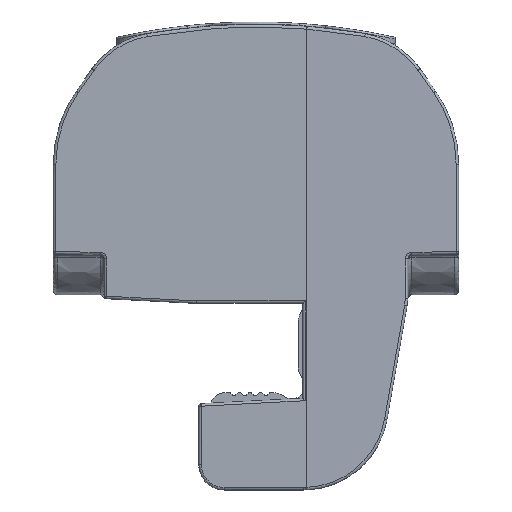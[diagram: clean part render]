
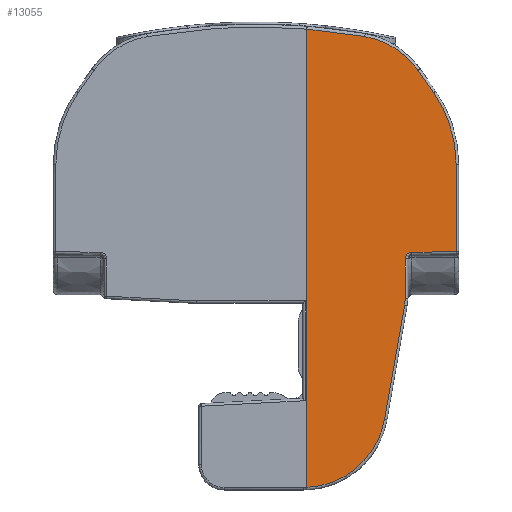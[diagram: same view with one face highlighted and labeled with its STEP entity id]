
A CAD part, left-side view. The second image highlights one B-rep face of the part: STEP entity #13055.
In plain terms, the highlighted planar face has unit normal (-1, -0.009, 0).
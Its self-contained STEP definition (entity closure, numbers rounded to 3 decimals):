
#12944=AXIS2_PLACEMENT_3D('Plane Axis2P3D',#12941,#12942,#12943) ;
#11138=CARTESIAN_POINT('Vertex',(0.06,11.076,53.491)) ;
#11142=CARTESIAN_POINT('Control Point',(0.114,4.795,49.499)) ;
#11143=CARTESIAN_POINT('Control Point',(0.107,5.671,50.75)) ;
#11144=CARTESIAN_POINT('Control Point',(0.097,6.794,51.829)) ;
#11145=CARTESIAN_POINT('Control Point',(0.085,8.117,52.671)) ;
#11146=CARTESIAN_POINT('Control Point',(0.073,9.571,53.229)) ;
#11147=CARTESIAN_POINT('Control Point',(0.06,11.076,53.491)) ;
#11148=CARTESIAN_POINT('Vertex',(0.114,4.795,49.499)) ;
#12486=CARTESIAN_POINT('Vertex',(0.,17.9,54.358)) ;
#12541=CARTESIAN_POINT('Control Point',(0.06,11.076,53.491)) ;
#12542=CARTESIAN_POINT('Control Point',(0.048,12.432,53.728)) ;
#12543=CARTESIAN_POINT('Control Point',(0.036,13.793,53.933)) ;
#12544=CARTESIAN_POINT('Control Point',(0.024,15.159,54.106)) ;
#12545=CARTESIAN_POINT('Control Point',(0.012,16.528,54.248)) ;
#12546=CARTESIAN_POINT('Control Point',(0.,17.9,54.359)) ;
#12941=CARTESIAN_POINT('Axis2P3D Location',(0.,17.9,19.454)) ;
#12946=CARTESIAN_POINT('Line Origine',(0.154,0.297,33.269)) ;
#12950=CARTESIAN_POINT('Vertex',(0.154,0.297,38.441)) ;
#12952=CARTESIAN_POINT('Vertex',(0.154,0.297,28.097)) ;
#12956=CARTESIAN_POINT('Control Point',(0.154,0.297,38.441)) ;
#12957=CARTESIAN_POINT('Control Point',(0.154,0.297,39.944)) ;
#12958=CARTESIAN_POINT('Control Point',(0.152,0.489,41.446)) ;
#12959=CARTESIAN_POINT('Control Point',(0.149,0.873,42.916)) ;
#12960=CARTESIAN_POINT('Control Point',(0.143,1.552,44.595)) ;
#12961=CARTESIAN_POINT('Control Point',(0.135,2.469,46.139)) ;
#12962=CARTESIAN_POINT('Control Point',(0.133,2.625,46.388)) ;
#12963=CARTESIAN_POINT('Control Point',(0.132,2.788,46.632)) ;
#12964=CARTESIAN_POINT('Control Point',(0.13,2.956,46.873)) ;
#12965=CARTESIAN_POINT('Vertex',(0.13,2.956,46.873)) ;
#12968=CARTESIAN_POINT('Line Origine',(0.122,3.875,48.186)) ;
#12973=CARTESIAN_POINT('Line Origine',(0.,17.9,27.333)) ;
#12977=CARTESIAN_POINT('Vertex',(0.,17.9,0.308)) ;
#12981=CARTESIAN_POINT('Control Point',(0.,17.9,0.308)) ;
#12982=CARTESIAN_POINT('Control Point',(0.008,16.986,0.346)) ;
#12983=CARTESIAN_POINT('Control Point',(0.016,16.076,0.491)) ;
#12984=CARTESIAN_POINT('Control Point',(0.024,15.187,0.744)) ;
#12985=CARTESIAN_POINT('Control Point',(0.039,13.486,1.455)) ;
#12986=CARTESIAN_POINT('Control Point',(0.052,11.997,2.542)) ;
#12987=CARTESIAN_POINT('Control Point',(0.057,11.32,3.171)) ;
#12988=CARTESIAN_POINT('Control Point',(0.067,10.204,4.487)) ;
#12989=CARTESIAN_POINT('Control Point',(0.074,9.403,6.012)) ;
#12990=CARTESIAN_POINT('Control Point',(0.077,9.105,6.758)) ;
#12991=CARTESIAN_POINT('Control Point',(0.079,8.886,7.53)) ;
#12992=CARTESIAN_POINT('Control Point',(0.08,8.747,8.316)) ;
#12993=CARTESIAN_POINT('Vertex',(0.08,8.747,8.316)) ;
#12996=CARTESIAN_POINT('Line Origine',(0.09,7.558,15.059)) ;
#13000=CARTESIAN_POINT('Vertex',(0.101,6.369,21.803)) ;
#13004=CARTESIAN_POINT('Control Point',(0.101,6.369,21.803)) ;
#13005=CARTESIAN_POINT('Control Point',(0.101,6.34,21.965)) ;
#13006=CARTESIAN_POINT('Control Point',(0.101,6.319,22.127)) ;
#13007=CARTESIAN_POINT('Control Point',(0.101,6.305,22.292)) ;
#13008=CARTESIAN_POINT('Control Point',(0.101,6.297,22.456)) ;
#13009=CARTESIAN_POINT('Control Point',(0.101,6.297,22.619)) ;
#13010=CARTESIAN_POINT('Vertex',(0.101,6.297,22.619)) ;
#13013=CARTESIAN_POINT('Line Origine',(0.101,6.297,24.936)) ;
#13017=CARTESIAN_POINT('Vertex',(0.101,6.297,27.252)) ;
#13021=CARTESIAN_POINT('Control Point',(0.108,5.504,28.052)) ;
#13022=CARTESIAN_POINT('Control Point',(0.107,5.592,28.051)) ;
#13023=CARTESIAN_POINT('Control Point',(0.107,5.679,28.038)) ;
#13024=CARTESIAN_POINT('Control Point',(0.106,5.764,28.014)) ;
#13025=CARTESIAN_POINT('Control Point',(0.105,5.925,27.942)) ;
#13026=CARTESIAN_POINT('Control Point',(0.103,6.061,27.83)) ;
#13027=CARTESIAN_POINT('Control Point',(0.103,6.121,27.765)) ;
#13028=CARTESIAN_POINT('Control Point',(0.102,6.214,27.63)) ;
#13029=CARTESIAN_POINT('Control Point',(0.101,6.271,27.476)) ;
#13030=CARTESIAN_POINT('Control Point',(0.101,6.288,27.402)) ;
#13031=CARTESIAN_POINT('Control Point',(0.101,6.297,27.327)) ;
#13032=CARTESIAN_POINT('Control Point',(0.101,6.297,27.252)) ;
#13033=CARTESIAN_POINT('Vertex',(0.108,5.504,28.052)) ;
#13036=CARTESIAN_POINT('Line Origine',(0.131,2.901,28.075)) ;
#12942=DIRECTION('Axis2P3D Direction',(-1.,-0.009,0.)) ;
#12943=DIRECTION('Axis2P3D XDirection',(0.,0.,1.)) ;
#12947=DIRECTION('Vector Direction',(0.,0.,1.)) ;
#12969=DIRECTION('Vector Direction',(-0.005,0.574,0.819)) ;
#12974=DIRECTION('Vector Direction',(0.,0.,1.)) ;
#12997=DIRECTION('Vector Direction',(0.002,-0.174,0.985)) ;
#13014=DIRECTION('Vector Direction',(0.,0.,1.)) ;
#13037=DIRECTION('Vector Direction',(-0.009,1.,-0.009)) ;
#12948=VECTOR('Line Direction',#12947,1.) ;
#12970=VECTOR('Line Direction',#12969,1.) ;
#12975=VECTOR('Line Direction',#12974,1.) ;
#12998=VECTOR('Line Direction',#12997,1.) ;
#13015=VECTOR('Line Direction',#13014,1.) ;
#13038=VECTOR('Line Direction',#13037,1.) ;
#13042=ORIENTED_EDGE('',*,*,#12954,.F.) ;
#13043=ORIENTED_EDGE('',*,*,#12967,.F.) ;
#13044=ORIENTED_EDGE('',*,*,#12972,.F.) ;
#13045=ORIENTED_EDGE('',*,*,#11150,.F.) ;
#13046=ORIENTED_EDGE('',*,*,#12547,.F.) ;
#13047=ORIENTED_EDGE('',*,*,#12979,.F.) ;
#13048=ORIENTED_EDGE('',*,*,#12995,.F.) ;
#13049=ORIENTED_EDGE('',*,*,#13002,.F.) ;
#13050=ORIENTED_EDGE('',*,*,#13012,.F.) ;
#13051=ORIENTED_EDGE('',*,*,#13019,.F.) ;
#13052=ORIENTED_EDGE('',*,*,#13035,.F.) ;
#13053=ORIENTED_EDGE('',*,*,#13040,.F.) ;
#13055=ADVANCED_FACE('K\X2\00F6\X0\rper.2.1',(#13054),#12945,.T.) ;
#11141=B_SPLINE_CURVE_WITH_KNOTS('',5,(#11142,#11143,#11144,#11145,#11146,#11147),.UNSPECIFIED.,.F.,.U.,(6,6),(38.284,46.174),.UNSPECIFIED.) ;
#12540=B_SPLINE_CURVE_WITH_KNOTS('',5,(#12541,#12542,#12543,#12544,#12545,#12546),.UNSPECIFIED.,.F.,.U.,(6,6),(22.416,29.316),.UNSPECIFIED.) ;
#12955=B_SPLINE_CURVE_WITH_KNOTS('',5,(#12956,#12957,#12958,#12959,#12960,#12961,#12962,#12963,#12964),.UNSPECIFIED.,.F.,.U.,(6,3,6),(0.,10.65,12.728),.UNSPECIFIED.) ;
#12980=B_SPLINE_CURVE_WITH_KNOTS('',5,(#12981,#12982,#12983,#12984,#12985,#12986,#12987,#12988,#12989,#12990,#12991,#12992),.UNSPECIFIED.,.F.,.U.,(6,3,3,6),(0.,6.486,12.974,18.628),.UNSPECIFIED.) ;
#13003=B_SPLINE_CURVE_WITH_KNOTS('',5,(#13004,#13005,#13006,#13007,#13008,#13009),.UNSPECIFIED.,.F.,.U.,(6,6),(0.,1.16),.UNSPECIFIED.) ;
#13020=B_SPLINE_CURVE_WITH_KNOTS('',5,(#13021,#13022,#13023,#13024,#13025,#13026,#13027,#13028,#13029,#13030,#13031,#13032),.UNSPECIFIED.,.F.,.U.,(6,3,3,6),(0.,0.619,1.239,1.772),.UNSPECIFIED.) ;
#11150=EDGE_CURVE('',#11139,#11149,#11141,.F.) ;
#12547=EDGE_CURVE('',#12487,#11139,#12540,.F.) ;
#12954=EDGE_CURVE('',#12951,#12953,#12949,.F.) ;
#12967=EDGE_CURVE('',#12966,#12951,#12955,.F.) ;
#12972=EDGE_CURVE('',#11149,#12966,#12971,.F.) ;
#12979=EDGE_CURVE('',#12978,#12487,#12976,.T.) ;
#12995=EDGE_CURVE('',#12994,#12978,#12980,.F.) ;
#13002=EDGE_CURVE('',#13001,#12994,#12999,.F.) ;
#13012=EDGE_CURVE('',#13011,#13001,#13003,.F.) ;
#13019=EDGE_CURVE('',#13018,#13011,#13016,.F.) ;
#13035=EDGE_CURVE('',#13034,#13018,#13020,.T.) ;
#13040=EDGE_CURVE('',#12953,#13034,#13039,.T.) ;
#13041=EDGE_LOOP('',(#13042,#13043,#13044,#13045,#13046,#13047,#13048,#13049,#13050,#13051,#13052,#13053)) ;
#13054=FACE_OUTER_BOUND('',#13041,.T.) ;
#12949=LINE('Line',#12946,#12948) ;
#12971=LINE('Line',#12968,#12970) ;
#12976=LINE('Line',#12973,#12975) ;
#12999=LINE('Line',#12996,#12998) ;
#13016=LINE('Line',#13013,#13015) ;
#13039=LINE('Line',#13036,#13038) ;
#12945=PLANE('',#12944) ;
#11139=VERTEX_POINT('',#11138) ;
#11149=VERTEX_POINT('',#11148) ;
#12487=VERTEX_POINT('',#12486) ;
#12951=VERTEX_POINT('',#12950) ;
#12953=VERTEX_POINT('',#12952) ;
#12966=VERTEX_POINT('',#12965) ;
#12978=VERTEX_POINT('',#12977) ;
#12994=VERTEX_POINT('',#12993) ;
#13001=VERTEX_POINT('',#13000) ;
#13011=VERTEX_POINT('',#13010) ;
#13018=VERTEX_POINT('',#13017) ;
#13034=VERTEX_POINT('',#13033) ;
